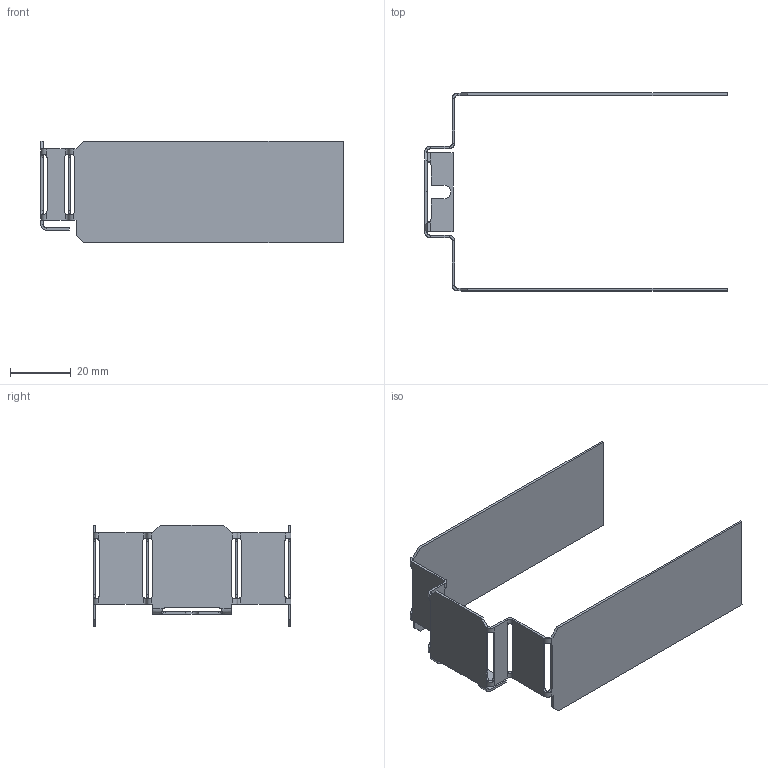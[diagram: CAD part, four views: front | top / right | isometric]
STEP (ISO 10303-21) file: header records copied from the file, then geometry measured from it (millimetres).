
FILE_DESCRIPTION(('CATIA V5R24 STEP','CAx-IF Rec.Pracs.--- Model Styling and Organization---1.2---2011-12-15'),'2;1');
FILE_NAME ('D1451696_1_1390950000_1390950000.stp','2018-07-23T09:40:01+00:00',('none'),('Weidmueller'),'CATIA Version 5-6 Release 2014 SP4 HF52','CATIA V5 STEP AP214','none');
FILE_SCHEMA(('AUTOMOTIVE_DESIGN { 1 0 10303 214 1 1 1 1 }'));
Length unit declared in the file: millimetre
Products named in the file (1): KLIPPON COPL 082306
Bounding box: 99.58 x 65.17 x 33.5 mm (x, y, z)
Volume: 6234.9 mm3; surface area: 16337.2 mm2
Topology: 1 solids, 1 shells, 159 faces, 401 edges, 230 vertices
Faces by surface type: plane 86, cylinder 59, bspline 14
Entity records: 5241 total; most frequent: CARTESIAN_POINT 1654, ORIENTED_EDGE 802, DIRECTION 613, EDGE_CURVE 401, VECTOR 269, LINE 269, VERTEX_POINT 230, AXIS2_PLACEMENT_3D 215
